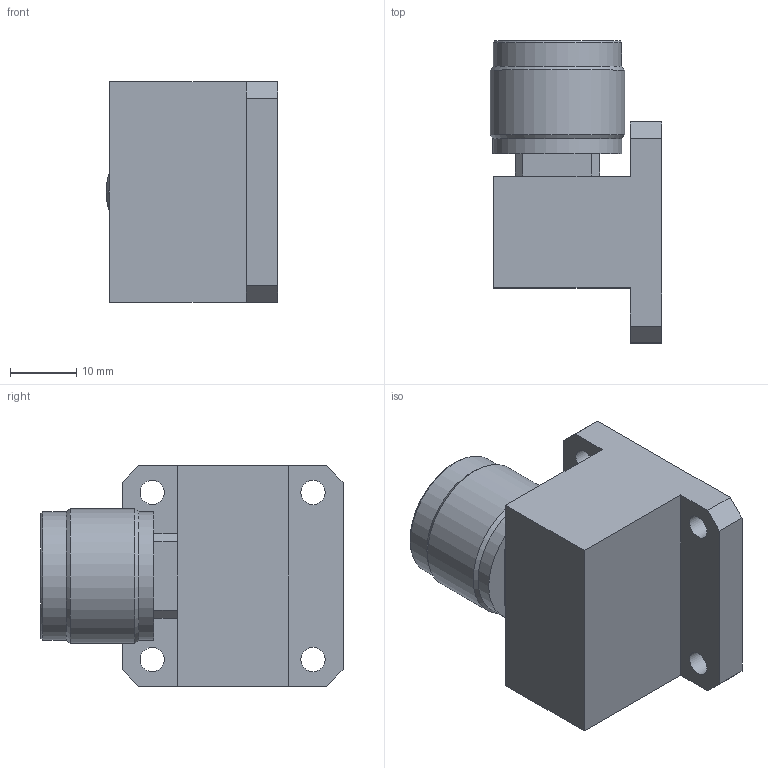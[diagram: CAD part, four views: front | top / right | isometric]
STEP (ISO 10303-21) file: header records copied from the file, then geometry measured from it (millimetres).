
FILE_DESCRIPTION (( 'STEP AP203' ), '1' );
FILE_NAME ('FMWCA9806_3D.step', '2022-03-14T16:26:15', ( '' ), ( '' ), 'SwSTEP 2.0', 'SolidWorks 2021', '' );
FILE_SCHEMA (( 'CONFIG_CONTROL_DESIGN' ));
Length unit declared in the file: inch
Products named in the file (1): FMWCA9806_3D
Bounding box: 25.96 x 45.65 x 33.38 mm (x, y, z)
Volume: 17976.2 mm3; surface area: 8743.8 mm2
Topology: 1 solids, 1 shells, 68 faces, 154 edges, 96 vertices
Faces by surface type: plane 33, cylinder 17, cone 17, sphere 1
Full cylindrical faces by diameter (mm): 1.682 x1, 3.006 x1, 3.67 x4, 7.058 x1, 8.359 x1, 16.33 x1, 16.359 x1, 19.4 x1, 19.473 x1, 20.32 x1
Entity records: 1831 total; most frequent: DIRECTION 310, CARTESIAN_POINT 289, ORIENTED_EDGE 248, EDGE_CURVE 124, AXIS2_PLACEMENT_3D 117, EDGE_LOOP 114, VERTEX_POINT 96, FACE_OUTER_BOUND 81
